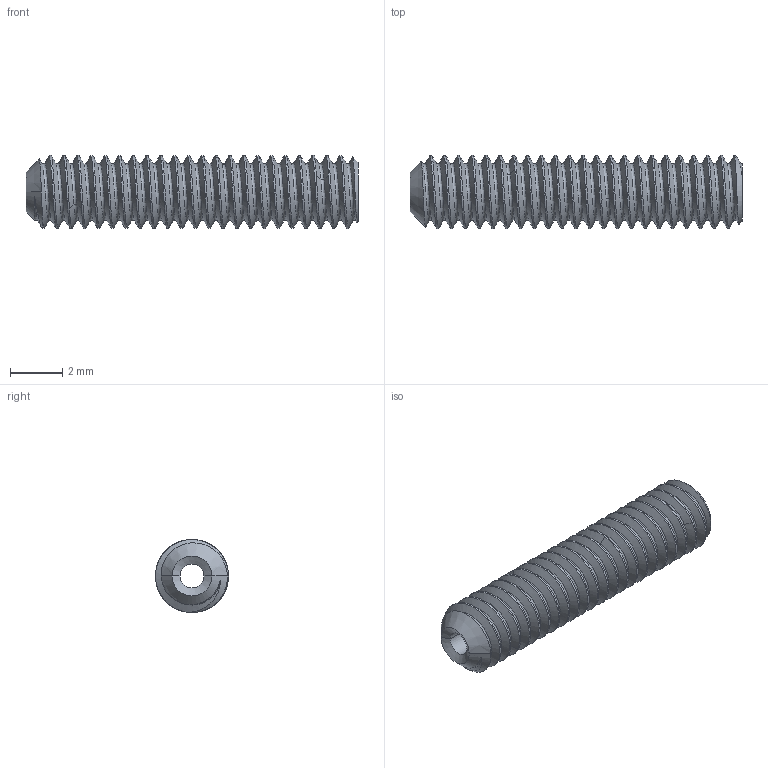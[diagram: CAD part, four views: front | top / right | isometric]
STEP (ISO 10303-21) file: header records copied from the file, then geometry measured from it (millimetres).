
FILE_DESCRIPTION((''),'2;1');
FILE_NAME('001_SET_SCREW_INCH_ASM','2023-11-17T',('SYSTEM'),(''),'PRO/ENGINEER BY PARAMETRIC TECHNOLOGY CORPORATION, 2016360','PRO/ENGINEER BY PARAMETRIC TECHNOLOGY CORPORATION, 2016360','');
FILE_SCHEMA(('AUTOMOTIVE_DESIGN { 1 0 10303 214 1 1 1 1 }'));
Length unit declared in the file: inch
Products named in the file (2): T-K112_AF0; 001_SET_SCREW_INCH_ASM
Assembly tree (1 placements, depth 2):
  001_SET_SCREW_INCH_ASM
    T-K112_AF0
Bounding box: 12.7 x 2.79 x 2.79 mm (x, y, z)
Volume: 50.2 mm3; surface area: 206.4 mm2
Topology: 1 solids, 1 shells, 80 faces, 218 edges, 140 vertices
Faces by surface type: cylinder 46, bspline 21, plane 8, cone 5
Entity records: 8981 total; most frequent: CARTESIAN_POINT 7060, ORIENTED_EDGE 436, DIRECTION 221, EDGE_CURVE 218, VERTEX_POINT 140, B_SPLINE_CURVE_WITH_KNOTS 130, COLOUR_RGB 110, EDGE_LOOP 82
